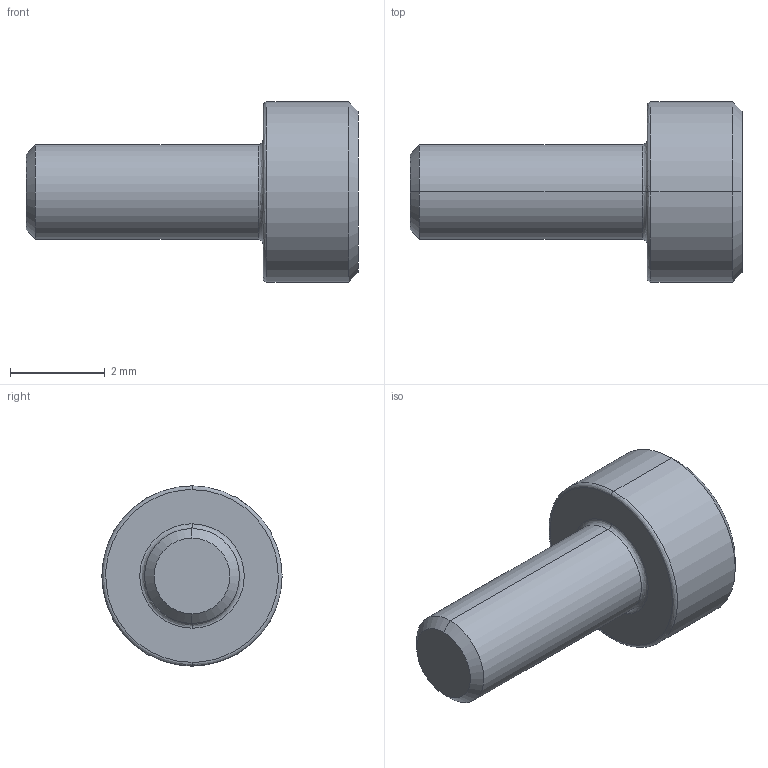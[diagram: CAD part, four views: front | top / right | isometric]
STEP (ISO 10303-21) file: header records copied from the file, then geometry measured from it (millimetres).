
FILE_DESCRIPTION (( 'STEP AP203' ), '1' );
FILE_NAME ('VISM2X5TCYL2.STEP', '2017-09-29T14:52:04', ( 'gilles' ), ( '' ), 'SwSTEP 2.0', 'SolidWorks 2010', '' );
FILE_SCHEMA (( 'CONFIG_CONTROL_DESIGN' ));
Length unit declared in the file: millimetre
Products named in the file (1): VISM2X5TCYL2
Bounding box: 7 x 3.8 x 3.8 mm (x, y, z)
Volume: 35.8 mm3; surface area: 80.4 mm2
Topology: 1 solids, 1 shells, 34 faces, 70 edges, 40 vertices
Faces by surface type: plane 16, cylinder 10, bspline 4, cone 4
Entity records: 1053 total; most frequent: CARTESIAN_POINT 295, ORIENTED_EDGE 140, DIRECTION 138, EDGE_CURVE 70, AXIS2_PLACEMENT_3D 47, LINE 44, VECTOR 44, VERTEX_POINT 40
